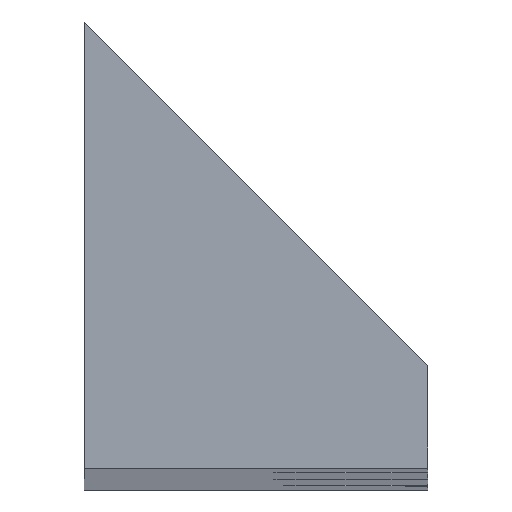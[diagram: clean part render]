
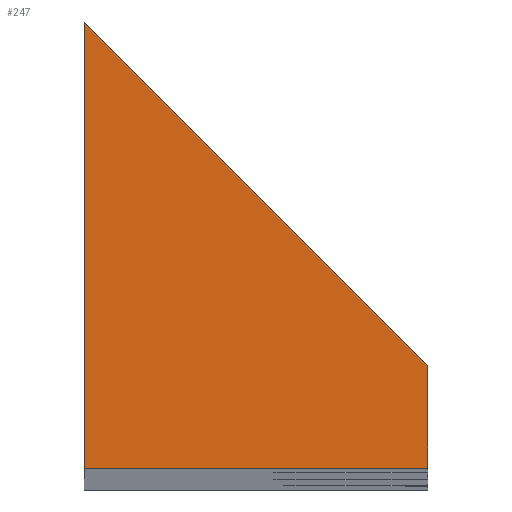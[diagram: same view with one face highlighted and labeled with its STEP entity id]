
A CAD part, top view. The second image highlights one B-rep face of the part: STEP entity #247.
In plain terms, the highlighted planar face has unit normal (0, 0, 1).
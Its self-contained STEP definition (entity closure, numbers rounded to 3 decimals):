
#58 = PLANE ( 'NONE',  #306 ) ;
#65 = DIRECTION ( 'NONE',  ( 0., 0., 1. ) ) ;
#77 = VECTOR ( 'NONE', #426, 1000. ) ;
#88 = CARTESIAN_POINT ( 'NONE',  ( 2., 0.6, 36.4 ) ) ;
#96 = EDGE_CURVE ( 'NONE', #106, #238, #336, .T. ) ;
#106 = VERTEX_POINT ( 'NONE', #123 ) ;
#109 = ORIENTED_EDGE ( 'NONE', *, *, #265, .T. ) ;
#123 = CARTESIAN_POINT ( 'NONE',  ( 2., 0., 36.4 ) ) ;
#128 = EDGE_CURVE ( 'NONE', #440, #106, #332, .T. ) ;
#133 = DIRECTION ( 'NONE',  ( 1., 0., 0. ) ) ;
#136 = FACE_OUTER_BOUND ( 'NONE', #190, .T. ) ;
#141 = CARTESIAN_POINT ( 'NONE',  ( 0., 0., 36.4 ) ) ;
#159 = VERTEX_POINT ( 'NONE', #334 ) ;
#165 = LINE ( 'NONE', #312, #196 ) ;
#173 = ORIENTED_EDGE ( 'NONE', *, *, #262, .T. ) ;
#190 = EDGE_LOOP ( 'NONE', ( #217, #251, #109, #173 ) ) ;
#196 = VECTOR ( 'NONE', #276, 1000. ) ;
#217 = ORIENTED_EDGE ( 'NONE', *, *, #128, .T. ) ;
#230 = CARTESIAN_POINT ( 'NONE',  ( 0., 0., 36.4 ) ) ;
#235 = LINE ( 'NONE', #368, #254 ) ;
#238 = VERTEX_POINT ( 'NONE', #88 ) ;
#247 = ADVANCED_FACE ( 'NONE', ( #136 ), #58, .T. ) ;
#251 = ORIENTED_EDGE ( 'NONE', *, *, #96, .T. ) ;
#254 = VECTOR ( 'NONE', #369, 1000. ) ;
#262 = EDGE_CURVE ( 'NONE', #159, #440, #165, .T. ) ;
#265 = EDGE_CURVE ( 'NONE', #238, #159, #235, .T. ) ;
#276 = DIRECTION ( 'NONE',  ( 0., -1., 0. ) ) ;
#305 = CARTESIAN_POINT ( 'NONE',  ( 2., 0., 36.4 ) ) ;
#306 = AXIS2_PLACEMENT_3D ( 'NONE', #407, #65, #133 ) ;
#312 = CARTESIAN_POINT ( 'NONE',  ( 0., 0., 36.4 ) ) ;
#332 = LINE ( 'NONE', #230, #77 ) ;
#334 = CARTESIAN_POINT ( 'NONE',  ( 0., 2.6, 36.4 ) ) ;
#336 = LINE ( 'NONE', #305, #417 ) ;
#362 = DIRECTION ( 'NONE',  ( 0., 1., 0. ) ) ;
#368 = CARTESIAN_POINT ( 'NONE',  ( 1.3, 1.3, 36.4 ) ) ;
#369 = DIRECTION ( 'NONE',  ( -0.707, 0.707, 0. ) ) ;
#407 = CARTESIAN_POINT ( 'NONE',  ( 0., 0., 36.4 ) ) ;
#417 = VECTOR ( 'NONE', #362, 1000. ) ;
#426 = DIRECTION ( 'NONE',  ( 1., 0., 0. ) ) ;
#440 = VERTEX_POINT ( 'NONE', #141 ) ;
